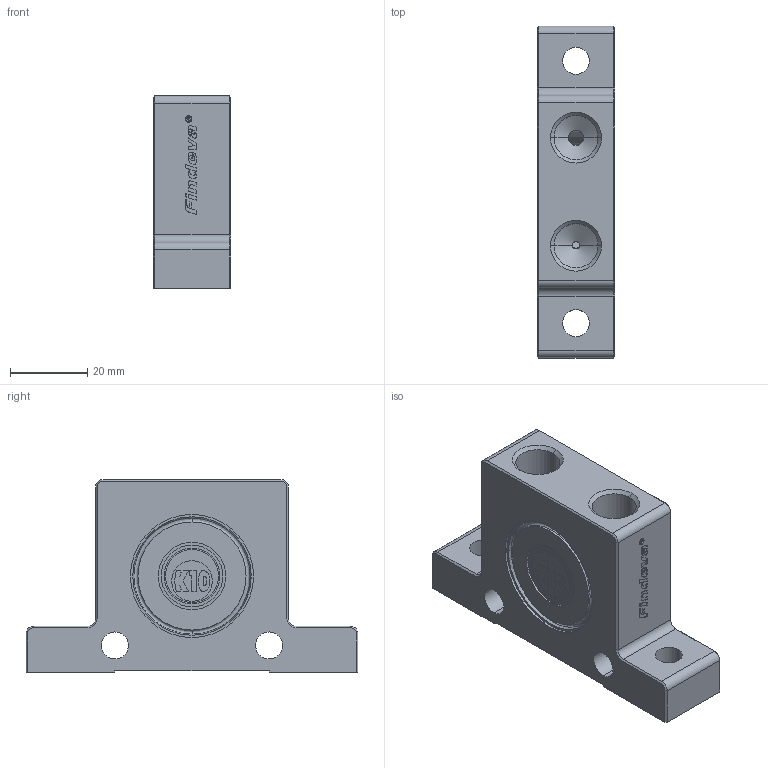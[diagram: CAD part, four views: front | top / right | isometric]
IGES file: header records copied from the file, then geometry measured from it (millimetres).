
Global section: file name: No Iges File Name specified; native system: Autodesk Inventor 2011; preprocessor: AutoDesk Inventor Iges Exporter R2011; author: Petr; date: 20120415.222626; units: millimetre
Bounding box: 20 x 86 x 50 mm (x, y, z)
Volume: 38163.8 mm3; surface area: 17468.7 mm2
Topology: 1 solids, 1 shells, 397 faces, 997 edges, 654 vertices
Faces by surface type: plane 207, revolution 72, bspline 62, cylinder 36, cone 12, torus 8
